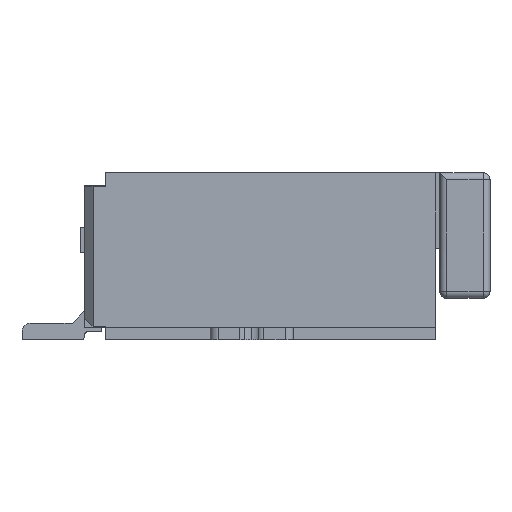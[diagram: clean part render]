
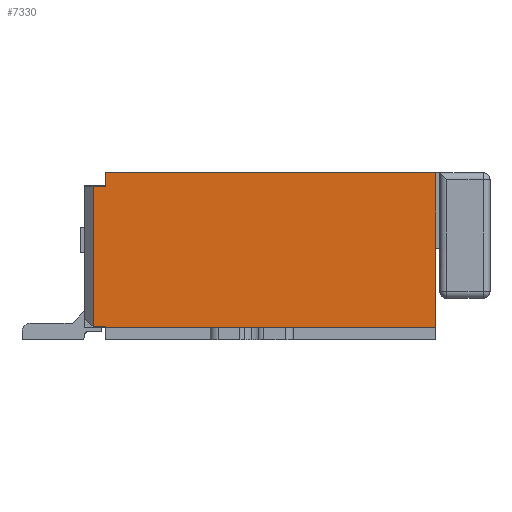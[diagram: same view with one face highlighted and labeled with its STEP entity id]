
A CAD part, left-side view. The second image highlights one B-rep face of the part: STEP entity #7330.
In plain terms, the highlighted planar face has unit normal (-1, 0, 0).
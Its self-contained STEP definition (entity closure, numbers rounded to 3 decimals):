
#128 = DIRECTION ( 'NONE',  ( 0., 0., 1. ) ) ;
#1202 = CARTESIAN_POINT ( 'NONE',  ( -3.7, -4.575, 2. ) ) ;
#3021 = CARTESIAN_POINT ( 'NONE',  ( -3.7, -0.625, 2. ) ) ;
#3331 = PLANE ( 'NONE',  #20663 ) ;
#3716 = CARTESIAN_POINT ( 'NONE',  ( -3.7, -4.575, 0. ) ) ;
#3726 = EDGE_LOOP ( 'NONE', ( #19987, #13821, #22490, #9635, #14014, #3824, #4580, #13145 ) ) ;
#3824 = ORIENTED_EDGE ( 'NONE', *, *, #31399, .T. ) ;
#4580 = ORIENTED_EDGE ( 'NONE', *, *, #11202, .T. ) ;
#4599 = CARTESIAN_POINT ( 'NONE',  ( -3.7, -0.625, 0.15 ) ) ;
#4714 = VECTOR ( 'NONE', #24138, 1000. ) ;
#4894 = CARTESIAN_POINT ( 'NONE',  ( -3.7, -0.625, 0.16 ) ) ;
#5216 = EDGE_CURVE ( 'NONE', #8533, #15335, #5776, .T. ) ;
#5727 = DIRECTION ( 'NONE',  ( 0., -1., 0. ) ) ;
#5776 = LINE ( 'NONE', #26605, #32536 ) ;
#5914 = CARTESIAN_POINT ( 'NONE',  ( -3.7, -0.625, 1.84 ) ) ;
#6013 = CARTESIAN_POINT ( 'NONE',  ( -3.7, -0.625, 1.84 ) ) ;
#6846 = VERTEX_POINT ( 'NONE', #19599 ) ;
#7330 = ADVANCED_FACE ( 'NONE', ( #16650 ), #3331, .T. ) ;
#7361 = CARTESIAN_POINT ( 'NONE',  ( -3.7, -4.575, 0.15 ) ) ;
#8269 = VECTOR ( 'NONE', #16767, 1000. ) ;
#8533 = VERTEX_POINT ( 'NONE', #7361 ) ;
#9388 = CARTESIAN_POINT ( 'NONE',  ( -3.7, -0.375, 2. ) ) ;
#9635 = ORIENTED_EDGE ( 'NONE', *, *, #29125, .F. ) ;
#9987 = VERTEX_POINT ( 'NONE', #5914 ) ;
#10445 = LINE ( 'NONE', #18038, #20349 ) ;
#11125 = CARTESIAN_POINT ( 'NONE',  ( -3.7, -0.625, 0.16 ) ) ;
#11202 = EDGE_CURVE ( 'NONE', #15262, #24405, #12378, .T. ) ;
#12378 = LINE ( 'NONE', #9388, #25968 ) ;
#12889 = EDGE_CURVE ( 'NONE', #9987, #24405, #10445, .T. ) ;
#13145 = ORIENTED_EDGE ( 'NONE', *, *, #12889, .F. ) ;
#13675 = EDGE_CURVE ( 'NONE', #6846, #26420, #24743, .T. ) ;
#13821 = ORIENTED_EDGE ( 'NONE', *, *, #13675, .T. ) ;
#13829 = DIRECTION ( 'NONE',  ( 0., 1., 0. ) ) ;
#13992 = DIRECTION ( 'NONE',  ( 0., 0., 1. ) ) ;
#14014 = ORIENTED_EDGE ( 'NONE', *, *, #5216, .F. ) ;
#14809 = CARTESIAN_POINT ( 'NONE',  ( -3.7, -0.475, 0.16 ) ) ;
#15262 = VERTEX_POINT ( 'NONE', #1202 ) ;
#15335 = VERTEX_POINT ( 'NONE', #4599 ) ;
#16650 = FACE_OUTER_BOUND ( 'NONE', #3726, .T. ) ;
#16755 = DIRECTION ( 'NONE',  ( 0., 0., 1. ) ) ;
#16767 = DIRECTION ( 'NONE',  ( 0., 1., 0. ) ) ;
#18038 = CARTESIAN_POINT ( 'NONE',  ( -3.7, -0.625, 2. ) ) ;
#19599 = CARTESIAN_POINT ( 'NONE',  ( -3.7, -0.475, 1.84 ) ) ;
#19987 = ORIENTED_EDGE ( 'NONE', *, *, #29998, .T. ) ;
#20349 = VECTOR ( 'NONE', #128, 1000. ) ;
#20663 = AXIS2_PLACEMENT_3D ( 'NONE', #31970, #31472, #5727 ) ;
#21498 = LINE ( 'NONE', #6013, #8269 ) ;
#21814 = LINE ( 'NONE', #32076, #24301 ) ;
#22490 = ORIENTED_EDGE ( 'NONE', *, *, #23613, .F. ) ;
#23613 = EDGE_CURVE ( 'NONE', #31400, #26420, #27454, .T. ) ;
#24138 = DIRECTION ( 'NONE',  ( 0., 1., 0. ) ) ;
#24301 = VECTOR ( 'NONE', #16755, 1000. ) ;
#24405 = VERTEX_POINT ( 'NONE', #3021 ) ;
#24743 = LINE ( 'NONE', #27625, #30066 ) ;
#25968 = VECTOR ( 'NONE', #32436, 1000. ) ;
#26420 = VERTEX_POINT ( 'NONE', #14809 ) ;
#26605 = CARTESIAN_POINT ( 'NONE',  ( -3.7, -4.575, 0.15 ) ) ;
#26791 = LINE ( 'NONE', #3716, #29362 ) ;
#27454 = LINE ( 'NONE', #4894, #4714 ) ;
#27625 = CARTESIAN_POINT ( 'NONE',  ( -3.7, -0.475, 0.16 ) ) ;
#29125 = EDGE_CURVE ( 'NONE', #15335, #31400, #21814, .T. ) ;
#29362 = VECTOR ( 'NONE', #13992, 1000. ) ;
#29998 = EDGE_CURVE ( 'NONE', #9987, #6846, #21498, .T. ) ;
#30066 = VECTOR ( 'NONE', #30166, 1000. ) ;
#30166 = DIRECTION ( 'NONE',  ( 0., 0., -1. ) ) ;
#31399 = EDGE_CURVE ( 'NONE', #8533, #15262, #26791, .T. ) ;
#31400 = VERTEX_POINT ( 'NONE', #11125 ) ;
#31472 = DIRECTION ( 'NONE',  ( -1., 0., 0. ) ) ;
#31970 = CARTESIAN_POINT ( 'NONE',  ( -3.7, 0., 0. ) ) ;
#32076 = CARTESIAN_POINT ( 'NONE',  ( -3.7, -0.625, 0. ) ) ;
#32436 = DIRECTION ( 'NONE',  ( 0., 1., 0. ) ) ;
#32536 = VECTOR ( 'NONE', #13829, 1000. ) ;
